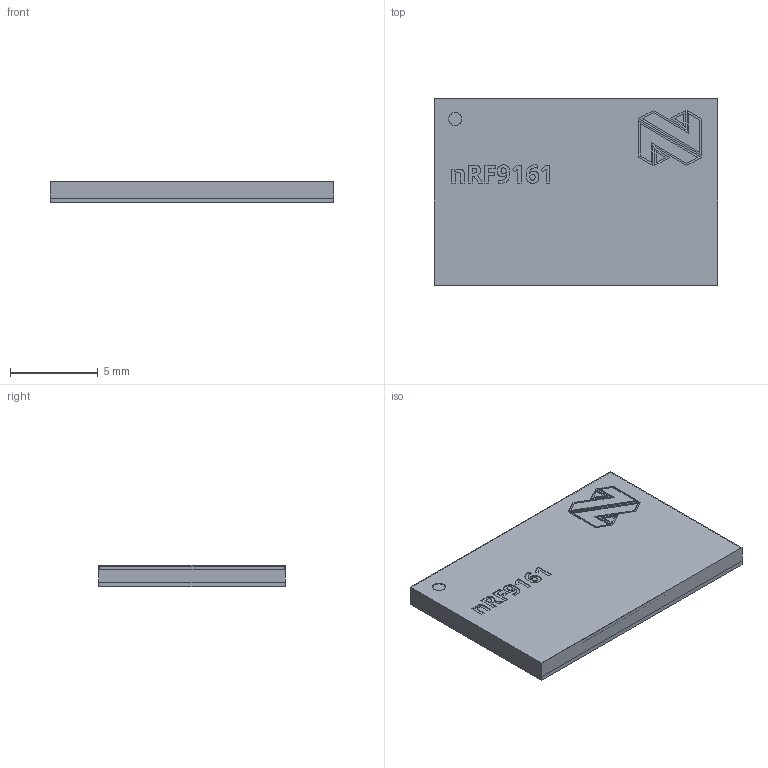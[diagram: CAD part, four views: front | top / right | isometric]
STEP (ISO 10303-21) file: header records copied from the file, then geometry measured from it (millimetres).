
FILE_DESCRIPTION(/* description */ ('STEP AP242','CAx-IF Rec.Pracs.---Representation and Presentation of Product Manufacturing Information (PMI)---4.0---2014-10-13','CAx-IF Rec.Pracs.---3D Tessellated Geometry---0.4---2014-09-14','2;1'),/* implementation_level */ '2;1');
FILE_NAME(/* name */ '65ed4a034fda691ac7598bc8',/* time_stamp */ '2024-03-10T05:49:55Z',/* author */ (''),/* organization */ (''),/* preprocessor_version */ 'ST-DEVELOPER v19.4',/* originating_system */ ' ',/* authorisation */ ' ');
FILE_SCHEMA (('AP242_MANAGED_MODEL_BASED_3D_ENGINEERING_MIM_LF { 1 0 10303 442 1 1 4 }'));
Length unit declared in the file: metre
Products named in the file (6): nrf9161_SiP_Only; 400688_SWPCB.step <1>; M1.step <1>; nRF9161-44.step; nRF9161-45.step; nRF9161.step
Assembly tree (5 placements, depth 4):
  nrf9161_SiP_Only
    400688_SWPCB.step <1>
      M1.step <1>
        nRF9161-44.step
        nRF9161-45.step
        nRF9161.step
Bounding box: 16.1 x 10.6 x 1.2 mm (x, y, z)
Surface area: 1097 mm2
Topology: 3 solids, 3 shells, 191 faces, 498 edges, 332 vertices
Faces by surface type: plane 125, cylinder 39, bspline 27
Full cylindrical faces by diameter (mm): 0.74 x1
Entity records: 6087 total; most frequent: CARTESIAN_POINT 1446, ORIENTED_EDGE 994, DIRECTION 820, EDGE_CURVE 497, VERTEX_POINT 332, LINE 324, VECTOR 324, AXIS2_PLACEMENT_3D 248
